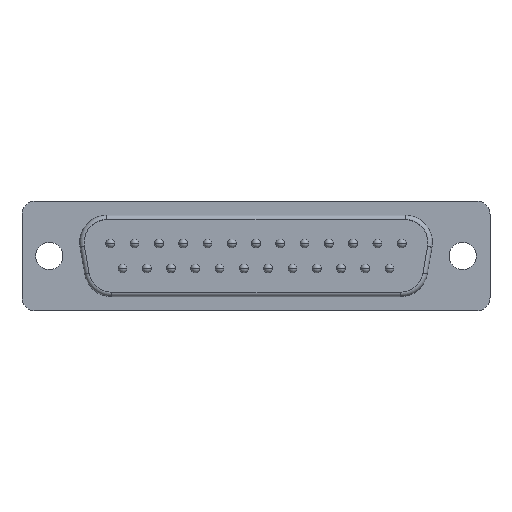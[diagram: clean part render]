
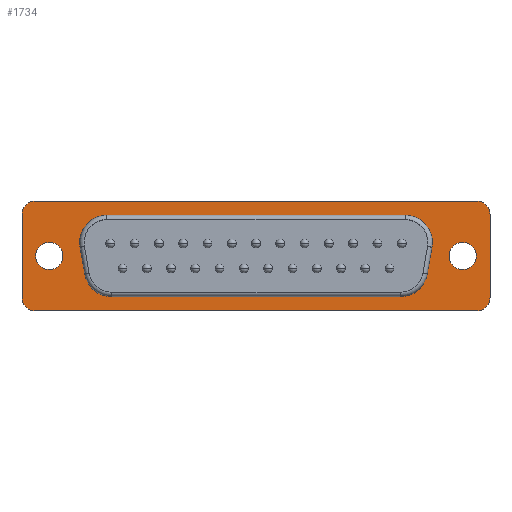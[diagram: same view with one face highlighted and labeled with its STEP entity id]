
A CAD part, top view. The second image highlights one B-rep face of the part: STEP entity #1734.
In plain terms, the highlighted planar face has unit normal (0, 0, 1).
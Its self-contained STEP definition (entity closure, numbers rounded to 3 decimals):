
#1062=CARTESIAN_POINT('',(-21.95,0.,6.4));
#1063=VERTEX_POINT('',#1062);
#1072=CARTESIAN_POINT('',(-25.05,0.,6.4));
#1073=VERTEX_POINT('',#1072);
#1074=CARTESIAN_POINT('',(-23.5,0.,6.4));
#1075=DIRECTION('',(0.0,0.0,-1.0));
#1076=DIRECTION('',(1.0,0.0,0.0));
#1077=AXIS2_PLACEMENT_3D('',#1074,#1075,#1076);
#1078=CIRCLE('',#1077,1.55);
#1079=EDGE_CURVE('',#1073,#1063,#1078,.T.);
#1104=CARTESIAN_POINT('',(25.05,0.,6.4));
#1105=VERTEX_POINT('',#1104);
#1114=CARTESIAN_POINT('',(21.95,0.,6.4));
#1115=VERTEX_POINT('',#1114);
#1116=CARTESIAN_POINT('',(23.5,0.,6.4));
#1117=DIRECTION('',(0.0,0.0,-1.0));
#1118=DIRECTION('',(1.0,0.0,0.0));
#1119=AXIS2_PLACEMENT_3D('',#1116,#1117,#1118);
#1120=CIRCLE('',#1119,1.55);
#1121=EDGE_CURVE('',#1115,#1105,#1120,.T.);
#1155=CARTESIAN_POINT('',(23.5,0.,6.4));
#1156=DIRECTION('',(0.0,0.0,-1.0));
#1157=DIRECTION('',(1.0,0.0,0.0));
#1158=AXIS2_PLACEMENT_3D('',#1155,#1156,#1157);
#1159=CIRCLE('',#1158,1.55);
#1160=EDGE_CURVE('',#1105,#1115,#1159,.T.);
#1179=CARTESIAN_POINT('',(-23.5,0.,6.4));
#1180=DIRECTION('',(0.0,0.0,-1.0));
#1181=DIRECTION('',(1.0,0.0,0.0));
#1182=AXIS2_PLACEMENT_3D('',#1179,#1180,#1181);
#1183=CIRCLE('',#1182,1.55);
#1184=EDGE_CURVE('',#1063,#1073,#1183,.T.);
#1204=CARTESIAN_POINT('',(-19.511,1.074,6.4));
#1205=VERTEX_POINT('',#1204);
#1212=CARTESIAN_POINT('',(-18.973,-1.976,6.4));
#1213=VERTEX_POINT('',#1212);
#1214=CARTESIAN_POINT('',(-18.973,-1.976,6.4));
#1215=DIRECTION('',(-0.174,0.985,0.0));
#1216=VECTOR('',#1215,3.097);
#1217=LINE('',#1214,#1216);
#1218=EDGE_CURVE('',#1213,#1205,#1217,.T.);
#1244=CARTESIAN_POINT('',(-16.412,-4.125,6.4));
#1245=VERTEX_POINT('',#1244);
#1246=CARTESIAN_POINT('',(-16.412,-1.525,6.4));
#1247=DIRECTION('',(0.0,0.0,-1.0));
#1248=DIRECTION('',(-0.643,-0.766,0.0));
#1249=AXIS2_PLACEMENT_3D('',#1246,#1247,#1248);
#1250=CIRCLE('',#1249,2.6);
#1251=EDGE_CURVE('',#1245,#1213,#1250,.T.);
#1276=CARTESIAN_POINT('',(16.412,-4.125,6.4));
#1277=VERTEX_POINT('',#1276);
#1278=CARTESIAN_POINT('',(16.412,-4.125,6.4));
#1279=DIRECTION('',(-1.0,0.0,0.0));
#1280=VECTOR('',#1279,32.824);
#1281=LINE('',#1278,#1280);
#1282=EDGE_CURVE('',#1277,#1245,#1281,.T.);
#1308=CARTESIAN_POINT('',(18.973,-1.976,6.4));
#1309=VERTEX_POINT('',#1308);
#1310=CARTESIAN_POINT('',(16.412,-1.525,6.4));
#1311=DIRECTION('',(0.0,0.0,-1.0));
#1312=DIRECTION('',(0.643,-0.766,0.0));
#1313=AXIS2_PLACEMENT_3D('',#1310,#1311,#1312);
#1314=CIRCLE('',#1313,2.6);
#1315=EDGE_CURVE('',#1309,#1277,#1314,.T.);
#1340=CARTESIAN_POINT('',(19.511,1.074,6.4));
#1341=VERTEX_POINT('',#1340);
#1342=CARTESIAN_POINT('',(19.511,1.074,6.4));
#1343=DIRECTION('',(-0.174,-0.985,0.0));
#1344=VECTOR('',#1343,3.097);
#1345=LINE('',#1342,#1344);
#1346=EDGE_CURVE('',#1341,#1309,#1345,.T.);
#1372=CARTESIAN_POINT('',(16.95,4.125,6.4));
#1373=VERTEX_POINT('',#1372);
#1374=CARTESIAN_POINT('',(16.95,1.525,6.4));
#1375=DIRECTION('',(0.0,0.0,-1.0));
#1376=DIRECTION('',(0.766,0.643,0.0));
#1377=AXIS2_PLACEMENT_3D('',#1374,#1375,#1376);
#1378=CIRCLE('',#1377,2.6);
#1379=EDGE_CURVE('',#1373,#1341,#1378,.T.);
#1404=CARTESIAN_POINT('',(-16.95,4.125,6.4));
#1405=VERTEX_POINT('',#1404);
#1406=CARTESIAN_POINT('',(-16.95,4.125,6.4));
#1407=DIRECTION('',(1.0,0.0,0.0));
#1408=VECTOR('',#1407,33.9);
#1409=LINE('',#1406,#1408);
#1410=EDGE_CURVE('',#1405,#1373,#1409,.T.);
#1434=CARTESIAN_POINT('',(-16.95,1.525,6.4));
#1435=DIRECTION('',(0.0,0.0,-1.0));
#1436=DIRECTION('',(-0.766,0.643,0.0));
#1437=AXIS2_PLACEMENT_3D('',#1434,#1435,#1436);
#1438=CIRCLE('',#1437,2.6);
#1439=EDGE_CURVE('',#1205,#1405,#1438,.T.);
#1461=CARTESIAN_POINT('',(25.1,6.25,6.4));
#1462=VERTEX_POINT('',#1461);
#1469=CARTESIAN_POINT('',(26.6,4.75,6.4));
#1470=VERTEX_POINT('',#1469);
#1471=CARTESIAN_POINT('',(25.1,4.75,6.4));
#1472=DIRECTION('',(0.0,0.0,-1.0));
#1473=DIRECTION('',(0.707,0.707,0.0));
#1474=AXIS2_PLACEMENT_3D('',#1471,#1472,#1473);
#1475=CIRCLE('',#1474,1.5);
#1476=EDGE_CURVE('',#1462,#1470,#1475,.T.);
#1500=CARTESIAN_POINT('',(-25.1,6.25,6.4));
#1501=VERTEX_POINT('',#1500);
#1508=CARTESIAN_POINT('',(-25.1,6.25,6.4));
#1509=DIRECTION('',(1.0,0.0,0.0));
#1510=VECTOR('',#1509,50.2);
#1511=LINE('',#1508,#1510);
#1512=EDGE_CURVE('',#1501,#1462,#1511,.T.);
#1532=CARTESIAN_POINT('',(-26.6,4.75,6.4));
#1533=VERTEX_POINT('',#1532);
#1540=CARTESIAN_POINT('',(-25.1,4.75,6.4));
#1541=DIRECTION('',(0.0,0.0,-1.0));
#1542=DIRECTION('',(-0.707,0.707,0.0));
#1543=AXIS2_PLACEMENT_3D('',#1540,#1541,#1542);
#1544=CIRCLE('',#1543,1.5);
#1545=EDGE_CURVE('',#1533,#1501,#1544,.T.);
#1564=CARTESIAN_POINT('',(-26.6,-4.75,6.4));
#1565=VERTEX_POINT('',#1564);
#1572=CARTESIAN_POINT('',(-26.6,-4.75,6.4));
#1573=DIRECTION('',(0.0,1.0,0.0));
#1574=VECTOR('',#1573,9.5);
#1575=LINE('',#1572,#1574);
#1576=EDGE_CURVE('',#1565,#1533,#1575,.T.);
#1596=CARTESIAN_POINT('',(-25.1,-6.25,6.4));
#1597=VERTEX_POINT('',#1596);
#1604=CARTESIAN_POINT('',(-25.1,-4.75,6.4));
#1605=DIRECTION('',(0.0,0.0,-1.0));
#1606=DIRECTION('',(-0.707,-0.707,0.0));
#1607=AXIS2_PLACEMENT_3D('',#1604,#1605,#1606);
#1608=CIRCLE('',#1607,1.5);
#1609=EDGE_CURVE('',#1597,#1565,#1608,.T.);
#1628=CARTESIAN_POINT('',(25.1,-6.25,6.4));
#1629=VERTEX_POINT('',#1628);
#1636=CARTESIAN_POINT('',(25.1,-6.25,6.4));
#1637=DIRECTION('',(-1.0,0.0,0.0));
#1638=VECTOR('',#1637,50.2);
#1639=LINE('',#1636,#1638);
#1640=EDGE_CURVE('',#1629,#1597,#1639,.T.);
#1660=CARTESIAN_POINT('',(26.6,-4.75,6.4));
#1661=VERTEX_POINT('',#1660);
#1668=CARTESIAN_POINT('',(25.1,-4.75,6.4));
#1669=DIRECTION('',(0.0,0.0,-1.0));
#1670=DIRECTION('',(0.707,-0.707,0.0));
#1671=AXIS2_PLACEMENT_3D('',#1668,#1669,#1670);
#1672=CIRCLE('',#1671,1.5);
#1673=EDGE_CURVE('',#1661,#1629,#1672,.T.);
#1691=CARTESIAN_POINT('',(26.6,4.75,6.4));
#1692=DIRECTION('',(0.0,-1.0,0.0));
#1693=VECTOR('',#1692,9.5);
#1694=LINE('',#1691,#1693);
#1695=EDGE_CURVE('',#1470,#1661,#1694,.T.);
#1701=CARTESIAN_POINT('',(0.,0.,6.4));
#1702=DIRECTION('',(0.0,0.0,1.0));
#1703=DIRECTION('',(1.0,0.0,0.0));
#1704=AXIS2_PLACEMENT_3D('',#1701,#1702,#1703);
#1705=PLANE('',#1704);
#1706=ORIENTED_EDGE('',*,*,#1695,.F.);
#1707=ORIENTED_EDGE('',*,*,#1476,.F.);
#1708=ORIENTED_EDGE('',*,*,#1512,.F.);
#1709=ORIENTED_EDGE('',*,*,#1545,.F.);
#1710=ORIENTED_EDGE('',*,*,#1576,.F.);
#1711=ORIENTED_EDGE('',*,*,#1609,.F.);
#1712=ORIENTED_EDGE('',*,*,#1640,.F.);
#1713=ORIENTED_EDGE('',*,*,#1673,.F.);
#1714=EDGE_LOOP('',(#1706,#1707,#1708,#1709,#1710,#1711,#1712,#1713));
#1715=FACE_OUTER_BOUND('',#1714,.T.);
#1716=ORIENTED_EDGE('',*,*,#1160,.T.);
#1717=ORIENTED_EDGE('',*,*,#1121,.T.);
#1718=EDGE_LOOP('',(#1716,#1717));
#1719=FACE_BOUND('',#1718,.T.);
#1720=ORIENTED_EDGE('',*,*,#1184,.T.);
#1721=ORIENTED_EDGE('',*,*,#1079,.T.);
#1722=EDGE_LOOP('',(#1720,#1721));
#1723=FACE_BOUND('',#1722,.T.);
#1724=ORIENTED_EDGE('',*,*,#1218,.T.);
#1725=ORIENTED_EDGE('',*,*,#1439,.T.);
#1726=ORIENTED_EDGE('',*,*,#1410,.T.);
#1727=ORIENTED_EDGE('',*,*,#1379,.T.);
#1728=ORIENTED_EDGE('',*,*,#1346,.T.);
#1729=ORIENTED_EDGE('',*,*,#1315,.T.);
#1730=ORIENTED_EDGE('',*,*,#1282,.T.);
#1731=ORIENTED_EDGE('',*,*,#1251,.T.);
#1732=EDGE_LOOP('',(#1724,#1725,#1726,#1727,#1728,#1729,#1730,#1731));
#1733=FACE_BOUND('',#1732,.T.);
#1734=ADVANCED_FACE('',(#1715,#1719,#1723,#1733),#1705,.T.);
